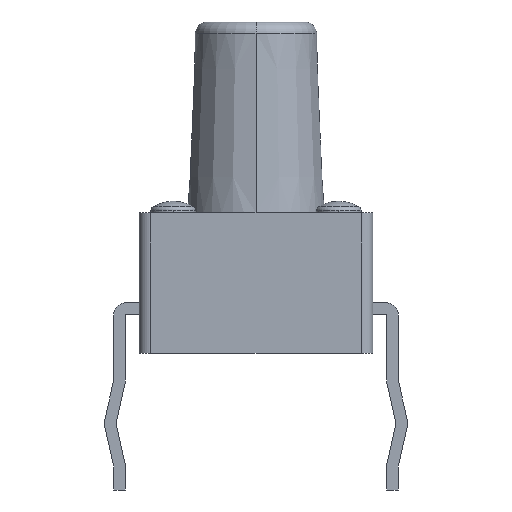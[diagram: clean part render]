
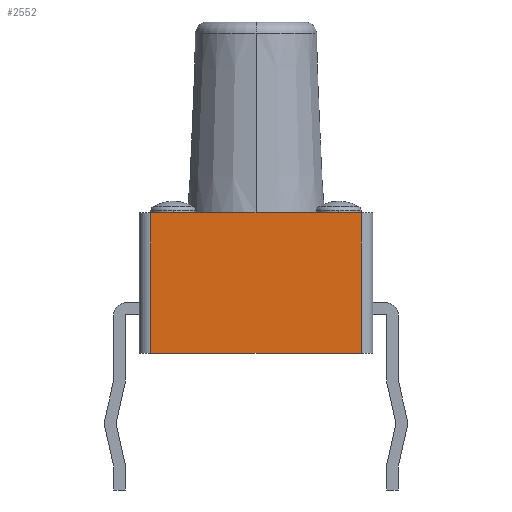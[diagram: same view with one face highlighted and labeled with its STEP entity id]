
A CAD part, left-side view. The second image highlights one B-rep face of the part: STEP entity #2552.
In plain terms, the highlighted planar face has unit normal (-1, 0, 0).
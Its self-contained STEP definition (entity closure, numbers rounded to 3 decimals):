
#544 = PLANE('',#545);
#545 = AXIS2_PLACEMENT_3D('',#546,#547,#548);
#546 = CARTESIAN_POINT('',(0.,0.,4.1));
#547 = DIRECTION('',(0.,0.,-1.));
#548 = DIRECTION('',(0.,-1.,0.));
#676 = VERTEX_POINT('',#677);
#677 = CARTESIAN_POINT('',(-2.995,-2.695,4.1));
#698 = CYLINDRICAL_SURFACE('',#699,0.3);
#699 = AXIS2_PLACEMENT_3D('',#700,#701,#702);
#700 = CARTESIAN_POINT('',(-2.695,-2.695,-10.581));
#701 = DIRECTION('',(0.,0.,1.));
#702 = DIRECTION('',(-1.,0.,0.));
#732 = EDGE_CURVE('',#676,#733,#735,.T.);
#733 = VERTEX_POINT('',#734);
#734 = CARTESIAN_POINT('',(-2.995,2.695,4.1));
#735 = SURFACE_CURVE('',#736,(#740,#747),.PCURVE_S1.);
#736 = LINE('',#737,#738);
#737 = CARTESIAN_POINT('',(-2.995,-2.695,4.1));
#738 = VECTOR('',#739,1.);
#739 = DIRECTION('',(0.,1.,0.));
#740 = PCURVE('',#544,#741);
#741 = DEFINITIONAL_REPRESENTATION('',(#742),#746);
#742 = LINE('',#743,#744);
#743 = CARTESIAN_POINT('',(2.695,2.995));
#744 = VECTOR('',#745,1.);
#745 = DIRECTION('',(-1.,-0.));
#746 = ( GEOMETRIC_REPRESENTATION_CONTEXT(2) 
PARAMETRIC_REPRESENTATION_CONTEXT() REPRESENTATION_CONTEXT('2D SPACE',''
  ) );
#747 = PCURVE('',#748,#753);
#748 = PLANE('',#749);
#749 = AXIS2_PLACEMENT_3D('',#750,#751,#752);
#750 = CARTESIAN_POINT('',(-2.995,-2.995,4.1));
#751 = DIRECTION('',(-1.,0.,0.));
#752 = DIRECTION('',(0.,1.,0.));
#753 = DEFINITIONAL_REPRESENTATION('',(#754),#758);
#754 = LINE('',#755,#756);
#755 = CARTESIAN_POINT('',(0.3,0.));
#756 = VECTOR('',#757,1.);
#757 = DIRECTION('',(1.,0.));
#758 = ( GEOMETRIC_REPRESENTATION_CONTEXT(2) 
PARAMETRIC_REPRESENTATION_CONTEXT() REPRESENTATION_CONTEXT('2D SPACE',''
  ) );
#781 = CYLINDRICAL_SURFACE('',#782,0.3);
#782 = AXIS2_PLACEMENT_3D('',#783,#784,#785);
#783 = CARTESIAN_POINT('',(-2.695,2.695,-10.581));
#784 = DIRECTION('',(0.,0.,1.));
#785 = DIRECTION('',(0.,1.,0.));
#1446 = EDGE_CURVE('',#1447,#676,#1449,.T.);
#1447 = VERTEX_POINT('',#1448);
#1448 = CARTESIAN_POINT('',(-2.995,-2.695,0.5));
#1449 = SURFACE_CURVE('',#1450,(#1454,#1483),.PCURVE_S1.);
#1450 = LINE('',#1451,#1452);
#1451 = CARTESIAN_POINT('',(-2.995,-2.695,0.5));
#1452 = VECTOR('',#1453,1.);
#1453 = DIRECTION('',(0.,0.,1.));
#1454 = PCURVE('',#698,#1455);
#1455 = DEFINITIONAL_REPRESENTATION('',(#1456),#1482);
#1456 = B_SPLINE_CURVE_WITH_KNOTS('',3,(#1457,#1458,#1459,#1460,#1461,
    #1462,#1463,#1464,#1465,#1466,#1467,#1468,#1469,#1470,#1471,#1472,
    #1473,#1474,#1475,#1476,#1477,#1478,#1479,#1480,#1481),
  .UNSPECIFIED.,.F.,.F.,(4,1,1,1,1,1,1,1,1,1,1,1,1,1,1,1,1,1,1,1,1,1,4),
  (0.,0.164,0.327,0.491,0.655,
    0.818,0.982,1.145,1.309,
    1.473,1.636,1.8,1.964,2.127,
    2.291,2.455,2.618,2.782,
    2.945,3.109,3.273,3.436,3.6),
  .QUASI_UNIFORM_KNOTS.);
#1457 = CARTESIAN_POINT('',(0.,11.081));
#1458 = CARTESIAN_POINT('',(0.,11.135));
#1459 = CARTESIAN_POINT('',(0.,11.244));
#1460 = CARTESIAN_POINT('',(0.,11.408));
#1461 = CARTESIAN_POINT('',(0.,11.572));
#1462 = CARTESIAN_POINT('',(0.,11.735));
#1463 = CARTESIAN_POINT('',(0.,11.899));
#1464 = CARTESIAN_POINT('',(0.,12.062));
#1465 = CARTESIAN_POINT('',(0.,12.226));
#1466 = CARTESIAN_POINT('',(0.,12.39));
#1467 = CARTESIAN_POINT('',(0.,12.553));
#1468 = CARTESIAN_POINT('',(0.,12.717));
#1469 = CARTESIAN_POINT('',(0.,12.881));
#1470 = CARTESIAN_POINT('',(0.,13.044));
#1471 = CARTESIAN_POINT('',(0.,13.208));
#1472 = CARTESIAN_POINT('',(0.,13.372));
#1473 = CARTESIAN_POINT('',(0.,13.535));
#1474 = CARTESIAN_POINT('',(0.,13.699));
#1475 = CARTESIAN_POINT('',(0.,13.862));
#1476 = CARTESIAN_POINT('',(0.,14.026));
#1477 = CARTESIAN_POINT('',(0.,14.19));
#1478 = CARTESIAN_POINT('',(0.,14.353));
#1479 = CARTESIAN_POINT('',(0.,14.517));
#1480 = CARTESIAN_POINT('',(0.,14.626));
#1481 = CARTESIAN_POINT('',(0.,14.681));
#1482 = ( GEOMETRIC_REPRESENTATION_CONTEXT(2) 
PARAMETRIC_REPRESENTATION_CONTEXT() REPRESENTATION_CONTEXT('2D SPACE',''
  ) );
#1483 = PCURVE('',#748,#1484);
#1484 = DEFINITIONAL_REPRESENTATION('',(#1485),#1489);
#1485 = LINE('',#1486,#1487);
#1486 = CARTESIAN_POINT('',(0.3,3.6));
#1487 = VECTOR('',#1488,1.);
#1488 = DIRECTION('',(0.,-1.));
#1489 = ( GEOMETRIC_REPRESENTATION_CONTEXT(2) 
PARAMETRIC_REPRESENTATION_CONTEXT() REPRESENTATION_CONTEXT('2D SPACE',''
  ) );
#1530 = PLANE('',#1531);
#1531 = AXIS2_PLACEMENT_3D('',#1532,#1533,#1534);
#1532 = CARTESIAN_POINT('',(0.,0.,0.5));
#1533 = DIRECTION('',(0.,0.,1.));
#1534 = DIRECTION('',(1.,0.,0.));
#2460 = VERTEX_POINT('',#2461);
#2461 = CARTESIAN_POINT('',(-2.995,2.695,0.5));
#2509 = EDGE_CURVE('',#2460,#733,#2510,.T.);
#2510 = SURFACE_CURVE('',#2511,(#2515,#2544),.PCURVE_S1.);
#2511 = LINE('',#2512,#2513);
#2512 = CARTESIAN_POINT('',(-2.995,2.695,0.5));
#2513 = VECTOR('',#2514,1.);
#2514 = DIRECTION('',(0.,0.,1.));
#2515 = PCURVE('',#781,#2516);
#2516 = DEFINITIONAL_REPRESENTATION('',(#2517),#2543);
#2517 = B_SPLINE_CURVE_WITH_KNOTS('',3,(#2518,#2519,#2520,#2521,#2522,
    #2523,#2524,#2525,#2526,#2527,#2528,#2529,#2530,#2531,#2532,#2533,
    #2534,#2535,#2536,#2537,#2538,#2539,#2540,#2541,#2542),
  .UNSPECIFIED.,.F.,.F.,(4,1,1,1,1,1,1,1,1,1,1,1,1,1,1,1,1,1,1,1,1,1,4),
  (0.,0.164,0.327,0.491,0.655,
    0.818,0.982,1.145,1.309,
    1.473,1.636,1.8,1.964,2.127,
    2.291,2.455,2.618,2.782,
    2.945,3.109,3.273,3.436,3.6),
  .QUASI_UNIFORM_KNOTS.);
#2518 = CARTESIAN_POINT('',(1.571,11.081));
#2519 = CARTESIAN_POINT('',(1.571,11.135));
#2520 = CARTESIAN_POINT('',(1.571,11.244));
#2521 = CARTESIAN_POINT('',(1.571,11.408));
#2522 = CARTESIAN_POINT('',(1.571,11.572));
#2523 = CARTESIAN_POINT('',(1.571,11.735));
#2524 = CARTESIAN_POINT('',(1.571,11.899));
#2525 = CARTESIAN_POINT('',(1.571,12.062));
#2526 = CARTESIAN_POINT('',(1.571,12.226));
#2527 = CARTESIAN_POINT('',(1.571,12.39));
#2528 = CARTESIAN_POINT('',(1.571,12.553));
#2529 = CARTESIAN_POINT('',(1.571,12.717));
#2530 = CARTESIAN_POINT('',(1.571,12.881));
#2531 = CARTESIAN_POINT('',(1.571,13.044));
#2532 = CARTESIAN_POINT('',(1.571,13.208));
#2533 = CARTESIAN_POINT('',(1.571,13.372));
#2534 = CARTESIAN_POINT('',(1.571,13.535));
#2535 = CARTESIAN_POINT('',(1.571,13.699));
#2536 = CARTESIAN_POINT('',(1.571,13.862));
#2537 = CARTESIAN_POINT('',(1.571,14.026));
#2538 = CARTESIAN_POINT('',(1.571,14.19));
#2539 = CARTESIAN_POINT('',(1.571,14.353));
#2540 = CARTESIAN_POINT('',(1.571,14.517));
#2541 = CARTESIAN_POINT('',(1.571,14.626));
#2542 = CARTESIAN_POINT('',(1.571,14.681));
#2543 = ( GEOMETRIC_REPRESENTATION_CONTEXT(2) 
PARAMETRIC_REPRESENTATION_CONTEXT() REPRESENTATION_CONTEXT('2D SPACE',''
  ) );
#2544 = PCURVE('',#748,#2545);
#2545 = DEFINITIONAL_REPRESENTATION('',(#2546),#2550);
#2546 = LINE('',#2547,#2548);
#2547 = CARTESIAN_POINT('',(5.69,3.6));
#2548 = VECTOR('',#2549,1.);
#2549 = DIRECTION('',(0.,-1.));
#2550 = ( GEOMETRIC_REPRESENTATION_CONTEXT(2) 
PARAMETRIC_REPRESENTATION_CONTEXT() REPRESENTATION_CONTEXT('2D SPACE',''
  ) );
#2552 = ADVANCED_FACE('',(#2553),#748,.T.);
#2553 = FACE_BOUND('',#2554,.F.);
#2554 = EDGE_LOOP('',(#2555,#2556,#2577,#2578));
#2555 = ORIENTED_EDGE('',*,*,#1446,.F.);
#2556 = ORIENTED_EDGE('',*,*,#2557,.T.);
#2557 = EDGE_CURVE('',#1447,#2460,#2558,.T.);
#2558 = SURFACE_CURVE('',#2559,(#2563,#2570),.PCURVE_S1.);
#2559 = LINE('',#2560,#2561);
#2560 = CARTESIAN_POINT('',(-2.995,-2.695,0.5));
#2561 = VECTOR('',#2562,1.);
#2562 = DIRECTION('',(0.,1.,0.));
#2563 = PCURVE('',#748,#2564);
#2564 = DEFINITIONAL_REPRESENTATION('',(#2565),#2569);
#2565 = LINE('',#2566,#2567);
#2566 = CARTESIAN_POINT('',(0.3,3.6));
#2567 = VECTOR('',#2568,1.);
#2568 = DIRECTION('',(1.,0.));
#2569 = ( GEOMETRIC_REPRESENTATION_CONTEXT(2) 
PARAMETRIC_REPRESENTATION_CONTEXT() REPRESENTATION_CONTEXT('2D SPACE',''
  ) );
#2570 = PCURVE('',#1530,#2571);
#2571 = DEFINITIONAL_REPRESENTATION('',(#2572),#2576);
#2572 = LINE('',#2573,#2574);
#2573 = CARTESIAN_POINT('',(-2.995,-2.695));
#2574 = VECTOR('',#2575,1.);
#2575 = DIRECTION('',(0.,1.));
#2576 = ( GEOMETRIC_REPRESENTATION_CONTEXT(2) 
PARAMETRIC_REPRESENTATION_CONTEXT() REPRESENTATION_CONTEXT('2D SPACE',''
  ) );
#2577 = ORIENTED_EDGE('',*,*,#2509,.T.);
#2578 = ORIENTED_EDGE('',*,*,#732,.F.);
